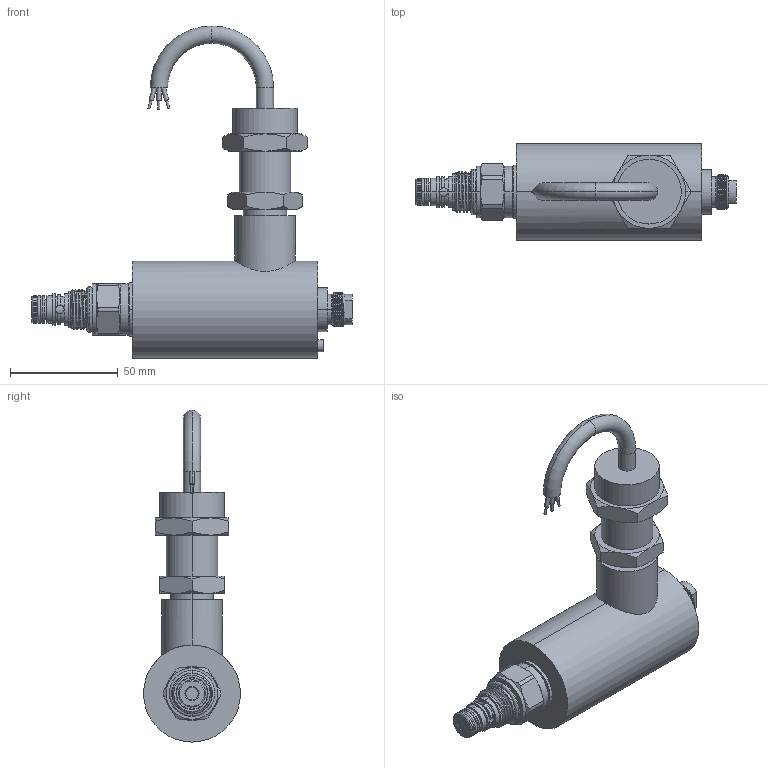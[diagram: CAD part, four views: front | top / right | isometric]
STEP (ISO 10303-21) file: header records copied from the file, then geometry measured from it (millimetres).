
FILE_DESCRIPTION (( 'STEP AP203' ), '1' );
FILE_NAME ('EP08W2E52N.STEP', '2023-11-09T01:49:09', ( '' ), ( '' ), 'SwSTEP 2.0', 'SolidWorks 2018', '' );
FILE_SCHEMA (( 'CONFIG_CONTROL_DESIGN' ));
Length unit declared in the file: millimetre
Products named in the file (1): EP08W2E52N
Bounding box: 148.55 x 45 x 154.07 mm (x, y, z)
Volume: 204212.3 mm3; surface area: 31532.2 mm2
Topology: 2 solids, 2 shells, 320 faces, 840 edges, 533 vertices
Faces by surface type: cylinder 117, plane 71, cone 60, bspline 60, torus 12
Entity records: 36926 total; most frequent: CARTESIAN_POINT 29825, ORIENTED_EDGE 1680, DIRECTION 1222, EDGE_CURVE 840, VERTEX_POINT 533, AXIS2_PLACEMENT_3D 517, EDGE_LOOP 365, ADVANCED_FACE 320
